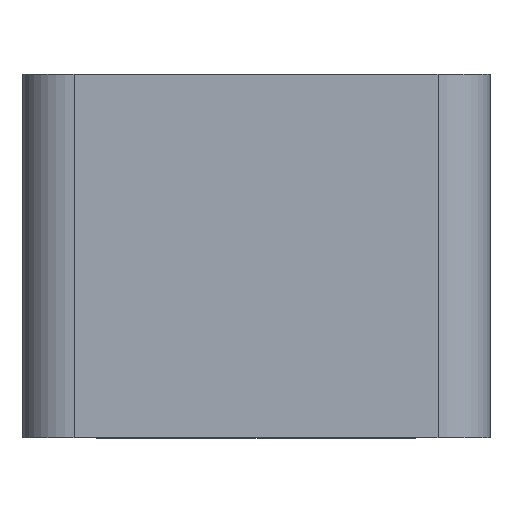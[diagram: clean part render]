
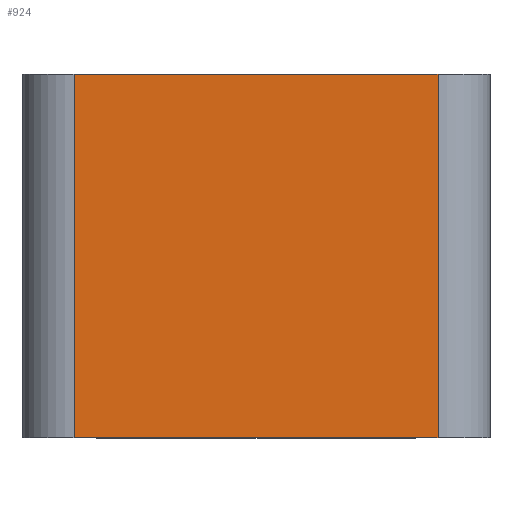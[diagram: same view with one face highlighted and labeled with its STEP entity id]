
A CAD part, front view. The second image highlights one B-rep face of the part: STEP entity #924.
In plain terms, the highlighted planar face has unit normal (0, -1, 0).
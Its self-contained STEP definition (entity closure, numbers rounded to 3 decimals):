
#586=CARTESIAN_POINT('',(-2.,-14.0,13.));
#587=VERTEX_POINT('',#586);
#595=CARTESIAN_POINT('',(12.,-14.,13.));
#596=VERTEX_POINT('',#595);
#597=CARTESIAN_POINT('',(12.,-14.,13.));
#598=DIRECTION('',(-1.0,0.0,0.0));
#599=VECTOR('',#598,14.);
#600=LINE('',#597,#599);
#601=EDGE_CURVE('',#596,#587,#600,.T.);
#708=CARTESIAN_POINT('',(12.,-14.,-1.0));
#709=VERTEX_POINT('',#708);
#717=CARTESIAN_POINT('',(-2.,-14.0,-1.0));
#718=VERTEX_POINT('',#717);
#719=CARTESIAN_POINT('',(-2.,-14.,-1.0));
#720=DIRECTION('',(1.0,0.0,0.0));
#721=VECTOR('',#720,14.);
#722=LINE('',#719,#721);
#723=EDGE_CURVE('',#718,#709,#722,.T.);
#788=CARTESIAN_POINT('',(-2.,-14.0,-1.0));
#789=DIRECTION('',(0.0,0.0,1.0));
#790=VECTOR('',#789,14.);
#791=LINE('',#788,#790);
#792=EDGE_CURVE('',#718,#587,#791,.T.);
#818=CARTESIAN_POINT('',(12.,-14.,13.));
#819=DIRECTION('',(0.0,0.0,-1.0));
#820=VECTOR('',#819,14.);
#821=LINE('',#818,#820);
#822=EDGE_CURVE('',#596,#709,#821,.T.);
#913=CARTESIAN_POINT('',(14.,-14.,0.0));
#914=DIRECTION('',(0.0,-1.0,0.0));
#915=DIRECTION('',(0.0,0.0,-1.0));
#916=AXIS2_PLACEMENT_3D('',#913,#914,#915);
#917=PLANE('',#916);
#918=ORIENTED_EDGE('',*,*,#792,.F.);
#919=ORIENTED_EDGE('',*,*,#723,.T.);
#920=ORIENTED_EDGE('',*,*,#822,.F.);
#921=ORIENTED_EDGE('',*,*,#601,.T.);
#922=EDGE_LOOP('',(#918,#919,#920,#921));
#923=FACE_OUTER_BOUND('',#922,.T.);
#924=ADVANCED_FACE('',(#923),#917,.T.);
